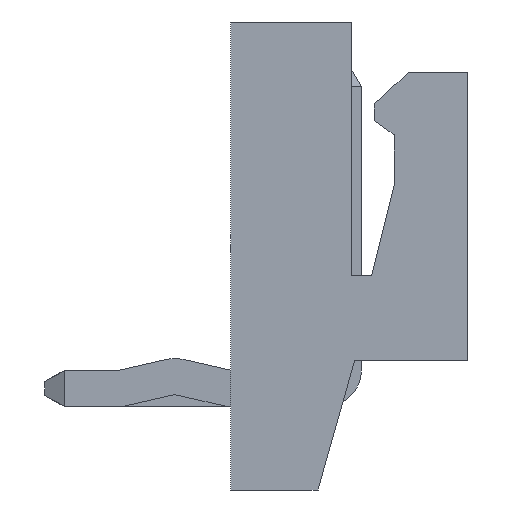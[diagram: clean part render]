
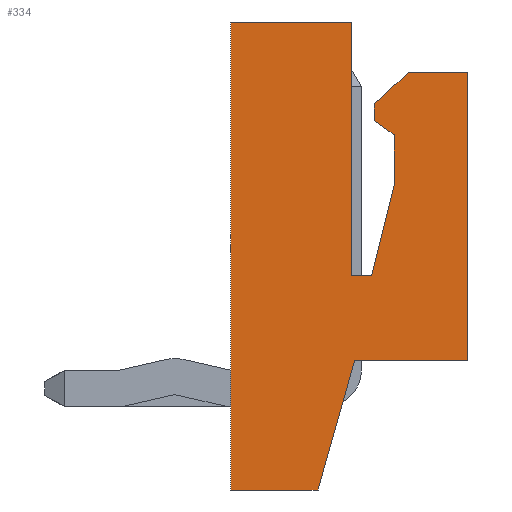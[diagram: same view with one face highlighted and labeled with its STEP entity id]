
A CAD part, left-side view. The second image highlights one B-rep face of the part: STEP entity #334.
In plain terms, the highlighted planar face has unit normal (-1, 0, 0).
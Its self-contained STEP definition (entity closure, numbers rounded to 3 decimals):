
#334 = ADVANCED_FACE( '', ( #726 ), #727, .T. );
#726 = FACE_OUTER_BOUND( '', #1193, .T. );
#727 = PLANE( '', #1194 );
#1193 = EDGE_LOOP( '', ( #1974, #1975, #1976, #1977, #1978, #1979, #1980, #1981, #1982, #1983, #1984, #1985, #1986, #1987 ) );
#1194 = AXIS2_PLACEMENT_3D( '', #1988, #1989, #1990 );
#1974 = ORIENTED_EDGE( '', *, *, #3177, .F. );
#1975 = ORIENTED_EDGE( '', *, *, #3178, .T. );
#1976 = ORIENTED_EDGE( '', *, *, #3140, .T. );
#1977 = ORIENTED_EDGE( '', *, *, #2900, .T. );
#1978 = ORIENTED_EDGE( '', *, *, #2974, .T. );
#1979 = ORIENTED_EDGE( '', *, *, #2962, .F. );
#1980 = ORIENTED_EDGE( '', *, *, #3115, .T. );
#1981 = ORIENTED_EDGE( '', *, *, #3108, .F. );
#1982 = ORIENTED_EDGE( '', *, *, #3179, .F. );
#1983 = ORIENTED_EDGE( '', *, *, #2984, .F. );
#1984 = ORIENTED_EDGE( '', *, *, #3180, .F. );
#1985 = ORIENTED_EDGE( '', *, *, #3181, .F. );
#1986 = ORIENTED_EDGE( '', *, *, #2927, .F. );
#1987 = ORIENTED_EDGE( '', *, *, #3162, .F. );
#1988 = CARTESIAN_POINT( '', ( -5., -1.9, -3. ) );
#1989 = DIRECTION( '', ( -1., 0., 0. ) );
#1990 = DIRECTION( '', ( 0., 0., 1. ) );
#2900 = EDGE_CURVE( '', #3451, #3452, #3453, .T. );
#2927 = EDGE_CURVE( '', #3499, #3501, #3502, .T. );
#2962 = EDGE_CURVE( '', #3562, #3564, #3565, .T. );
#2974 = EDGE_CURVE( '', #3452, #3564, #3585, .T. );
#2984 = EDGE_CURVE( '', #3600, #3602, #3603, .T. );
#3108 = EDGE_CURVE( '', #3813, #3815, #3816, .T. );
#3115 = EDGE_CURVE( '', #3562, #3815, #3826, .T. );
#3140 = EDGE_CURVE( '', #3864, #3451, #3865, .T. );
#3162 = EDGE_CURVE( '', #3897, #3499, #3899, .T. );
#3177 = EDGE_CURVE( '', #3922, #3897, #3923, .T. );
#3178 = EDGE_CURVE( '', #3922, #3864, #3924, .T. );
#3179 = EDGE_CURVE( '', #3602, #3813, #3925, .T. );
#3180 = EDGE_CURVE( '', #3926, #3600, #3927, .T. );
#3181 = EDGE_CURVE( '', #3501, #3926, #3928, .T. );
#3451 = VERTEX_POINT( '', #4262 );
#3452 = VERTEX_POINT( '', #4263 );
#3453 = LINE( '', #4264, #4265 );
#3499 = VERTEX_POINT( '', #4331 );
#3501 = VERTEX_POINT( '', #4334 );
#3502 = LINE( '', #4335, #4336 );
#3562 = VERTEX_POINT( '', #4423 );
#3564 = VERTEX_POINT( '', #4426 );
#3565 = LINE( '', #4427, #4428 );
#3585 = LINE( '', #4458, #4459 );
#3600 = VERTEX_POINT( '', #4480 );
#3602 = VERTEX_POINT( '', #4483 );
#3603 = LINE( '', #4484, #4485 );
#3813 = VERTEX_POINT( '', #4788 );
#3815 = VERTEX_POINT( '', #4791 );
#3816 = LINE( '', #4792, #4793 );
#3826 = LINE( '', #4808, #4809 );
#3864 = VERTEX_POINT( '', #4865 );
#3865 = LINE( '', #4866, #4867 );
#3897 = VERTEX_POINT( '', #4915 );
#3899 = LINE( '', #4918, #4919 );
#3922 = VERTEX_POINT( '', #4955 );
#3923 = LINE( '', #4956, #4957 );
#3924 = LINE( '', #4958, #4959 );
#3925 = LINE( '', #4960, #4961 );
#3926 = VERTEX_POINT( '', #4962 );
#3927 = LINE( '', #4963, #4964 );
#3928 = LINE( '', #4965, #4966 );
#4262 = CARTESIAN_POINT( '', ( -5., 2.3, -5.3 ) );
#4263 = CARTESIAN_POINT( '', ( -5., 0.75, -5.3 ) );
#4264 = CARTESIAN_POINT( '', ( -5., 2.3, -5.3 ) );
#4265 = VECTOR( '', #5438, 1000. );
#4331 = CARTESIAN_POINT( '', ( -5., -0.2, -1.5 ) );
#4334 = CARTESIAN_POINT( '', ( -5., -0.6, 0.1 ) );
#4335 = CARTESIAN_POINT( '', ( -5., -0.2, -1.5 ) );
#4336 = VECTOR( '', #5460, 1000. );
#4423 = CARTESIAN_POINT( '', ( -5., -1.9, -3. ) );
#4426 = CARTESIAN_POINT( '', ( -5., 0.1, -3. ) );
#4427 = CARTESIAN_POINT( '', ( -5., -1.9, -3. ) );
#4428 = VECTOR( '', #5489, 1000. );
#4458 = CARTESIAN_POINT( '', ( -5., 0.75, -5.3 ) );
#4459 = VECTOR( '', #5500, 1000. );
#4480 = CARTESIAN_POINT( '', ( -5., -0.25, 1.25 ) );
#4483 = CARTESIAN_POINT( '', ( -5., -0.25, 1.55 ) );
#4484 = CARTESIAN_POINT( '', ( -5., -0.25, 1.55 ) );
#4485 = VECTOR( '', #5508, 1000. );
#4788 = CARTESIAN_POINT( '', ( -5., -0.85, 2.1 ) );
#4791 = CARTESIAN_POINT( '', ( -5., -1.9, 2.1 ) );
#4792 = CARTESIAN_POINT( '', ( -5., -0.85, 2.1 ) );
#4793 = VECTOR( '', #5633, 1000. );
#4808 = CARTESIAN_POINT( '', ( -5., -1.9, -3. ) );
#4809 = VECTOR( '', #5639, 1000. );
#4865 = CARTESIAN_POINT( '', ( -5., 2.3, 3. ) );
#4866 = CARTESIAN_POINT( '', ( -5., 2.3, 3. ) );
#4867 = VECTOR( '', #5658, 1000. );
#4915 = CARTESIAN_POINT( '', ( -5., 0.15, -1.5 ) );
#4918 = CARTESIAN_POINT( '', ( -5., 0.15, -1.5 ) );
#4919 = VECTOR( '', #5676, 1000. );
#4955 = CARTESIAN_POINT( '', ( -5., 0.15, 3. ) );
#4956 = CARTESIAN_POINT( '', ( -5., 0.15, -1.5 ) );
#4957 = VECTOR( '', #5690, 1000. );
#4958 = CARTESIAN_POINT( '', ( -5., -1.9, 3. ) );
#4959 = VECTOR( '', #5691, 1000. );
#4960 = CARTESIAN_POINT( '', ( -5., -0.25, 1.55 ) );
#4961 = VECTOR( '', #5692, 1000. );
#4962 = CARTESIAN_POINT( '', ( -5., -0.6, 1. ) );
#4963 = CARTESIAN_POINT( '', ( -5., -0.25, 1.25 ) );
#4964 = VECTOR( '', #5693, 1000. );
#4965 = CARTESIAN_POINT( '', ( -5., -0.6, 1. ) );
#4966 = VECTOR( '', #5694, 1000. );
#5438 = DIRECTION( '', ( 0., -1., 0. ) );
#5460 = DIRECTION( '', ( 0., -0.243, 0.97 ) );
#5489 = DIRECTION( '', ( 0., 1., 0. ) );
#5500 = DIRECTION( '', ( 0., -0.272, 0.962 ) );
#5508 = DIRECTION( '', ( 0., 0., 1. ) );
#5633 = DIRECTION( '', ( 0., -1., 0. ) );
#5639 = DIRECTION( '', ( 0., 0., 1. ) );
#5658 = DIRECTION( '', ( 0., 0., -1. ) );
#5676 = DIRECTION( '', ( 0., -1., 0. ) );
#5690 = DIRECTION( '', ( 0., 0., -1. ) );
#5691 = DIRECTION( '', ( 0., 1., 0. ) );
#5692 = DIRECTION( '', ( 0., -0.737, 0.676 ) );
#5693 = DIRECTION( '', ( 0., 0.814, 0.581 ) );
#5694 = DIRECTION( '', ( 0., 0., 1. ) );
